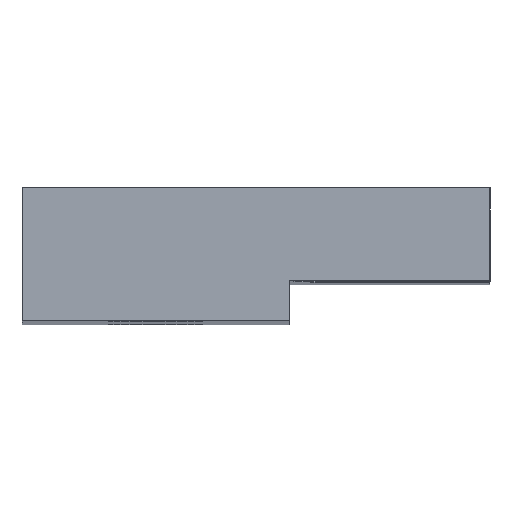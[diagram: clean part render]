
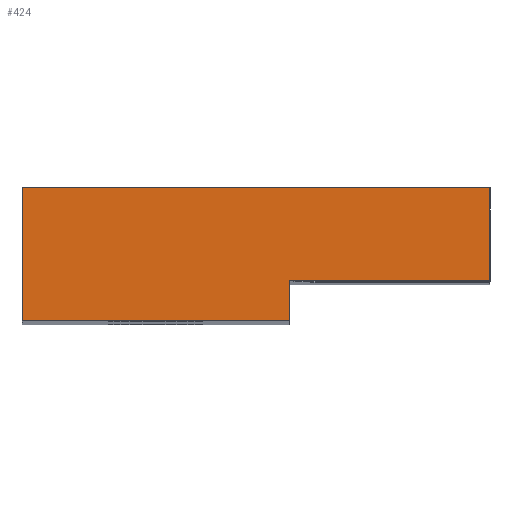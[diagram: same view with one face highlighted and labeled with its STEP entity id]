
A CAD part, top view. The second image highlights one B-rep face of the part: STEP entity #424.
In plain terms, the highlighted planar face has unit normal (0, 0, 1).
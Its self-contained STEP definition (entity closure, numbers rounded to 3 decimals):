
#38 = VERTEX_POINT ( 'NONE', #273 ) ;
#48 = EDGE_CURVE ( 'NONE', #103, #676, #594, .T. ) ;
#53 = VECTOR ( 'NONE', #224, 1000. ) ;
#59 = EDGE_CURVE ( 'NONE', #441, #309, #114, .T. ) ;
#75 = CARTESIAN_POINT ( 'NONE',  ( 10., 3., 50. ) ) ;
#80 = VECTOR ( 'NONE', #404, 1000. ) ;
#87 = CARTESIAN_POINT ( 'NONE',  ( 25., 3., 50. ) ) ;
#100 = CARTESIAN_POINT ( 'NONE',  ( -10., 10., 50. ) ) ;
#103 = VERTEX_POINT ( 'NONE', #610 ) ;
#106 = ORIENTED_EDGE ( 'NONE', *, *, #59, .T. ) ;
#114 = LINE ( 'NONE', #429, #53 ) ;
#115 = DIRECTION ( 'NONE',  ( 0., 0., 1. ) ) ;
#129 = EDGE_CURVE ( 'NONE', #571, #441, #615, .T. ) ;
#143 = ORIENTED_EDGE ( 'NONE', *, *, #129, .T. ) ;
#167 = PLANE ( 'NONE',  #432 ) ;
#178 = DIRECTION ( 'NONE',  ( 0., 1., 0. ) ) ;
#183 = CARTESIAN_POINT ( 'NONE',  ( -10., 0., 50. ) ) ;
#189 = VECTOR ( 'NONE', #652, 1000. ) ;
#194 = EDGE_CURVE ( 'NONE', #309, #38, #299, .T. ) ;
#203 = EDGE_CURVE ( 'NONE', #38, #103, #606, .T. ) ;
#222 = VECTOR ( 'NONE', #599, 1000. ) ;
#224 = DIRECTION ( 'NONE',  ( -1., 0., 0. ) ) ;
#273 = CARTESIAN_POINT ( 'NONE',  ( -10., 0., 50. ) ) ;
#299 = LINE ( 'NONE', #553, #371 ) ;
#302 = LINE ( 'NONE', #437, #222 ) ;
#309 = VERTEX_POINT ( 'NONE', #100 ) ;
#324 = ORIENTED_EDGE ( 'NONE', *, *, #203, .T. ) ;
#371 = VECTOR ( 'NONE', #394, 1000. ) ;
#394 = DIRECTION ( 'NONE',  ( 0., -1., 0. ) ) ;
#404 = DIRECTION ( 'NONE',  ( 1., 0., 0. ) ) ;
#417 = ORIENTED_EDGE ( 'NONE', *, *, #48, .T. ) ;
#424 = ADVANCED_FACE ( 'NONE', ( #595 ), #167, .T. ) ;
#425 = CARTESIAN_POINT ( 'NONE',  ( 0., 0., 50. ) ) ;
#427 = ORIENTED_EDGE ( 'NONE', *, *, #617, .T. ) ;
#429 = CARTESIAN_POINT ( 'NONE',  ( 25., 10., 50. ) ) ;
#432 = AXIS2_PLACEMENT_3D ( 'NONE', #425, #115, #637 ) ;
#437 = CARTESIAN_POINT ( 'NONE',  ( 10., 3., 50. ) ) ;
#441 = VERTEX_POINT ( 'NONE', #504 ) ;
#444 = CARTESIAN_POINT ( 'NONE',  ( 25., 3., 50. ) ) ;
#452 = EDGE_LOOP ( 'NONE', ( #518, #324, #417, #427, #143, #106 ) ) ;
#504 = CARTESIAN_POINT ( 'NONE',  ( 25., 10., 50. ) ) ;
#518 = ORIENTED_EDGE ( 'NONE', *, *, #194, .T. ) ;
#553 = CARTESIAN_POINT ( 'NONE',  ( -10., 10., 50. ) ) ;
#571 = VERTEX_POINT ( 'NONE', #444 ) ;
#594 = LINE ( 'NONE', #598, #189 ) ;
#595 = FACE_OUTER_BOUND ( 'NONE', #452, .T. ) ;
#598 = CARTESIAN_POINT ( 'NONE',  ( 10., 0., 50. ) ) ;
#599 = DIRECTION ( 'NONE',  ( 1., 0., 0. ) ) ;
#606 = LINE ( 'NONE', #183, #80 ) ;
#610 = CARTESIAN_POINT ( 'NONE',  ( 10., 0., 50. ) ) ;
#615 = LINE ( 'NONE', #87, #670 ) ;
#617 = EDGE_CURVE ( 'NONE', #676, #571, #302, .T. ) ;
#637 = DIRECTION ( 'NONE',  ( 1., 0., 0. ) ) ;
#652 = DIRECTION ( 'NONE',  ( 0., 1., 0. ) ) ;
#670 = VECTOR ( 'NONE', #178, 1000. ) ;
#676 = VERTEX_POINT ( 'NONE', #75 ) ;
